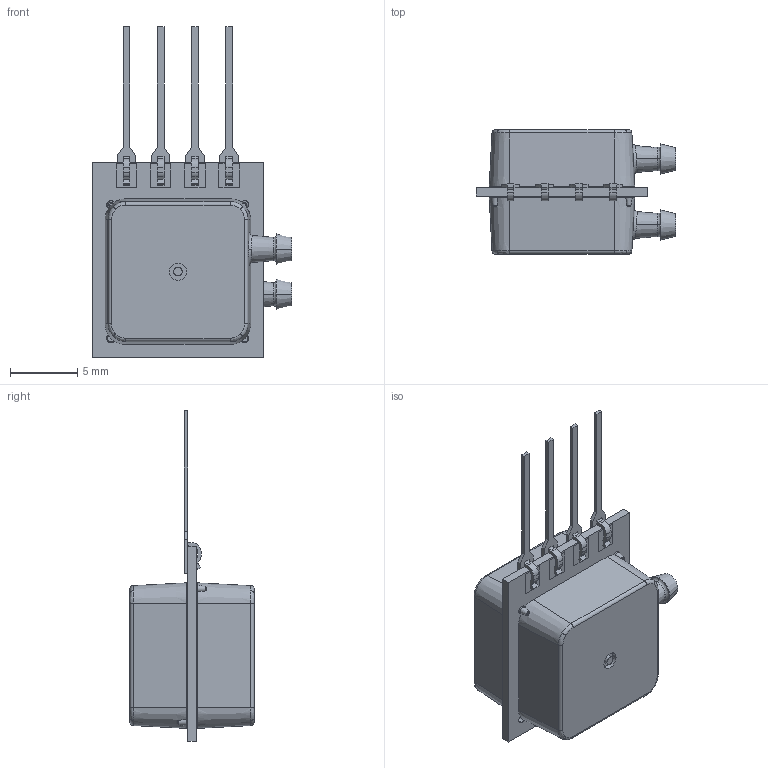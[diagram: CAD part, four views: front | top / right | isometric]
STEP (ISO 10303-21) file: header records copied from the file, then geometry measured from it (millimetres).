
FILE_DESCRIPTION (( 'STEP AP203' ), '1' );
FILE_NAME ('B1BS.STEP', '2024-03-01T21:49:43', ( '' ), ( '' ), 'SwSTEP 2.0', 'SolidWorks 2019', '' );
FILE_SCHEMA (( 'CONFIG_CONTROL_DESIGN' ));
Length unit declared in the file: inch
Products named in the file (4): B1BS; AS01-06-001 SIP for B series; AS01-01-020 for B series; Ceramic-Blank B series
Assembly tree (7 placements, depth 2):
  B1BS
    Ceramic-Blank B series
    AS01-06-001 SIP for B series  x4
    AS01-01-020 for B series  x2
Bounding box: 14.81 x 9.22 x 24.51 mm (x, y, z)
Volume: 1077.6 mm3; surface area: 1420.7 mm2
Topology: 21 solids, 21 shells, 389 faces, 959 edges, 624 vertices
Faces by surface type: plane 261, cylinder 58, cone 36, bspline 34
Entity records: 9544 total; most frequent: CARTESIAN_POINT 3784, ORIENTED_EDGE 1098, DIRECTION 1019, EDGE_CURVE 549, VECTOR 409, LINE 409, VERTEX_POINT 359, AXIS2_PLACEMENT_3D 305
